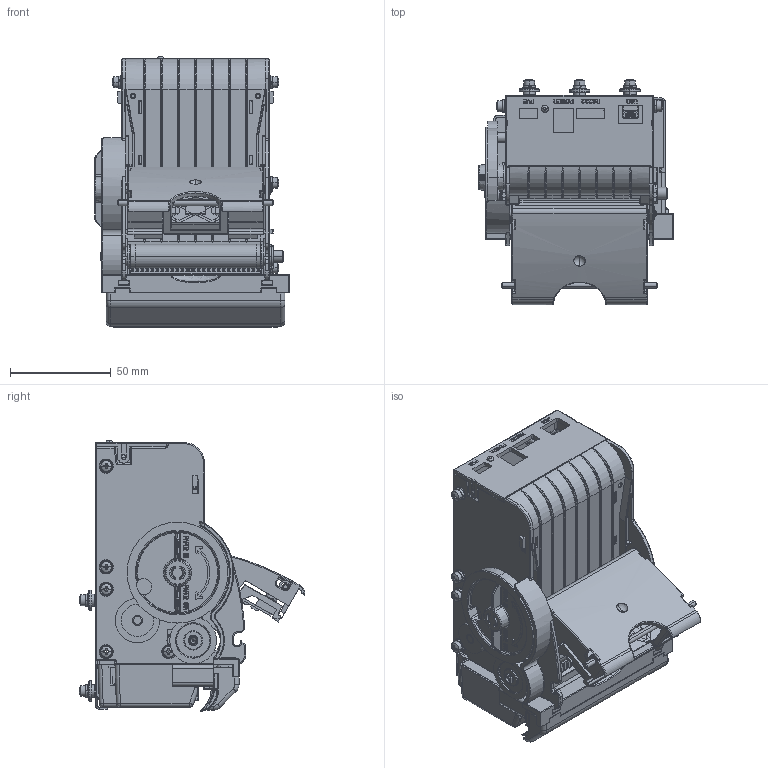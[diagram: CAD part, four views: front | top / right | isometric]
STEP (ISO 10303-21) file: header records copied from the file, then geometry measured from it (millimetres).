
FILE_DESCRIPTION((''),'2;1');
FILE_NAME('D-684-398_X56_XF_OPENED_ASM','2022-12-01T',('jozef.kellner'),(''),'CREO PARAMETRIC BY PTC INC, 2018360','CREO PARAMETRIC BY PTC INC, 2018360','');
FILE_SCHEMA(('AUTOMOTIVE_DESIGN { 1 0 10303 214 1 1 1 1 }'));
Products named in the file (2): D-684-398; D-684-398_X56_XF_OPENED_ASM
Assembly tree (1 placements, depth 2):
  D-684-398_X56_XF_OPENED_ASM
    D-684-398
Bounding box: 96.5 x 111.76 x 134.1 mm (x, y, z)
Surface area: 152694.2 mm2 (no closed solid volume)
Topology: 0 solids, 167 shells, 4580 faces, 16359 edges, 11509 vertices
Faces by surface type: plane 2404, cylinder 1401, torus 249, cone 181, sphere 169, bspline 153, extrusion 18, revolution 5
Entity records: 228118 total; most frequent: CARTESIAN_POINT 62046, ORIENTED_EDGE 26787, DIRECTION 25616, EDGE_CURVE 16199, VERTEX_POINT 11512, VECTOR 10021, LINE 10003, AXIS2_PLACEMENT_3D 7795
